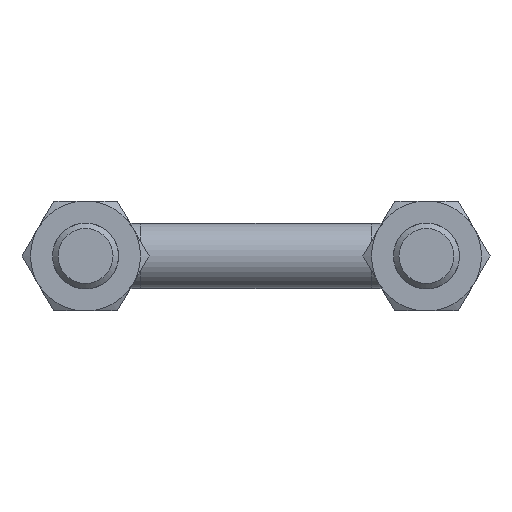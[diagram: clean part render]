
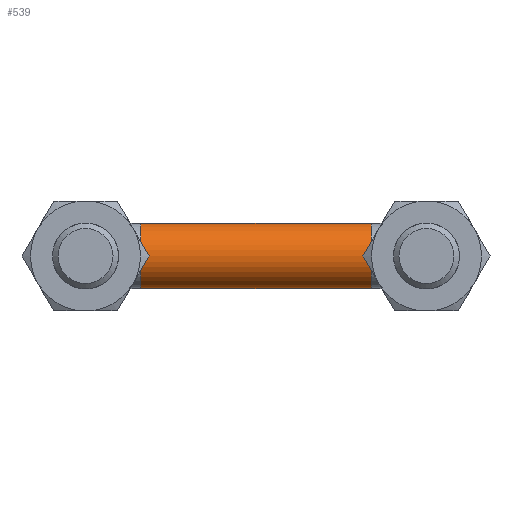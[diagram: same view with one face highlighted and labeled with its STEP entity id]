
A CAD part, front view. The second image highlights one B-rep face of the part: STEP entity #539.
In plain terms, the highlighted cylindrical face has radius 3 mm (diameter 6 mm), a full revolution.
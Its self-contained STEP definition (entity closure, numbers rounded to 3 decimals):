
#106=FACE_OUTER_BOUND('',#144,.T.);
#144=EDGE_LOOP('',(#406,#407,#408,#409,#410,#411));
#177=LINE('',#956,#193);
#193=VECTOR('',#792,3.);
#218=CIRCLE('',#671,3.);
#219=CIRCLE('',#672,3.);
#220=CIRCLE('',#674,3.);
#221=CIRCLE('',#675,3.);
#254=VERTEX_POINT('',#949);
#255=VERTEX_POINT('',#951);
#256=VERTEX_POINT('',#955);
#257=VERTEX_POINT('',#957);
#308=EDGE_CURVE('',#255,#254,#218,.T.);
#309=EDGE_CURVE('',#254,#255,#219,.T.);
#310=EDGE_CURVE('',#255,#256,#177,.T.);
#311=EDGE_CURVE('',#257,#256,#220,.T.);
#312=EDGE_CURVE('',#256,#257,#221,.T.);
#406=ORIENTED_EDGE('',*,*,#308,.T.);
#407=ORIENTED_EDGE('',*,*,#309,.T.);
#408=ORIENTED_EDGE('',*,*,#310,.T.);
#409=ORIENTED_EDGE('',*,*,#311,.F.);
#410=ORIENTED_EDGE('',*,*,#312,.F.);
#411=ORIENTED_EDGE('',*,*,#310,.F.);
#522=CYLINDRICAL_SURFACE('',#673,3.);
#539=ADVANCED_FACE('',(#106),#522,.T.);
#671=AXIS2_PLACEMENT_3D('',#952,#786,#787);
#672=AXIS2_PLACEMENT_3D('',#953,#788,#789);
#673=AXIS2_PLACEMENT_3D('',#954,#790,#791);
#674=AXIS2_PLACEMENT_3D('',#958,#793,#794);
#675=AXIS2_PLACEMENT_3D('',#959,#795,#796);
#786=DIRECTION('center_axis',(-1.,0.,0.));
#787=DIRECTION('ref_axis',(0.,-1.,0.));
#788=DIRECTION('center_axis',(-1.,0.,0.));
#789=DIRECTION('ref_axis',(0.,-1.,0.));
#790=DIRECTION('center_axis',(1.,0.,0.));
#791=DIRECTION('ref_axis',(0.,-1.,0.));
#792=DIRECTION('',(-1.,0.,0.));
#793=DIRECTION('center_axis',(-1.,0.,0.));
#794=DIRECTION('ref_axis',(0.,-1.,0.));
#795=DIRECTION('center_axis',(-1.,0.,0.));
#796=DIRECTION('ref_axis',(0.,-1.,0.));
#949=CARTESIAN_POINT('',(0.031,42.26,0.));
#951=CARTESIAN_POINT('',(0.031,48.26,0.));
#952=CARTESIAN_POINT('Origin',(0.031,45.26,0.));
#953=CARTESIAN_POINT('Origin',(0.031,45.26,0.));
#954=CARTESIAN_POINT('Origin',(-20.969,45.26,0.));
#955=CARTESIAN_POINT('',(-20.969,48.26,0.));
#956=CARTESIAN_POINT('',(-20.969,48.26,0.));
#957=CARTESIAN_POINT('',(-20.969,42.26,0.));
#958=CARTESIAN_POINT('Origin',(-20.969,45.26,0.));
#959=CARTESIAN_POINT('Origin',(-20.969,45.26,0.));
